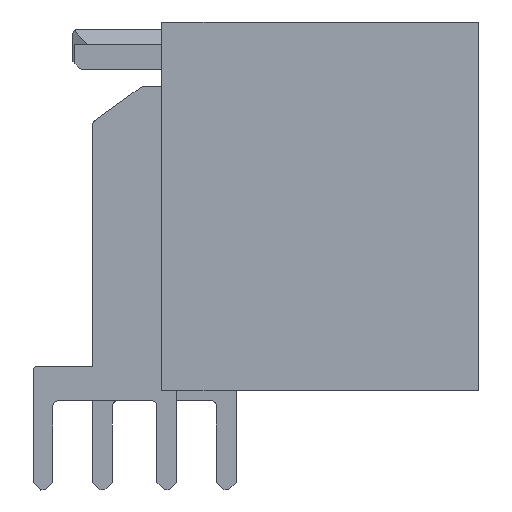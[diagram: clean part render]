
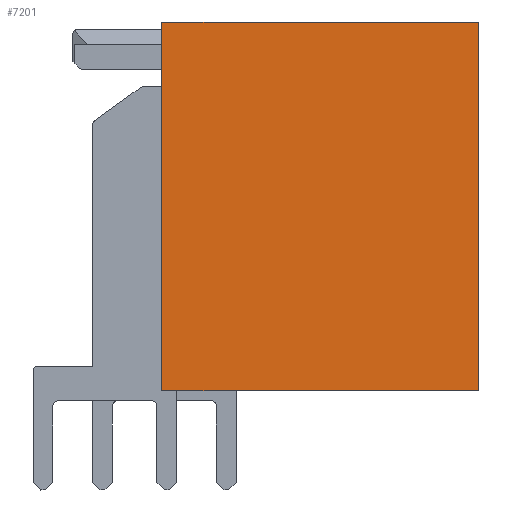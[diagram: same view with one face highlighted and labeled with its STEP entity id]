
A CAD part, front view. The second image highlights one B-rep face of the part: STEP entity #7201.
In plain terms, the highlighted planar face has unit normal (0, -1, 0).
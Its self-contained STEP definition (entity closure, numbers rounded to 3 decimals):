
#657=ORIENTED_EDGE('',*,*,#2691,.F.);
#658=ORIENTED_EDGE('',*,*,#2586,.F.);
#659=ORIENTED_EDGE('',*,*,#2692,.F.);
#660=ORIENTED_EDGE('',*,*,#2693,.F.);
#2586=EDGE_CURVE('',#3605,#3606,#4338,.T.);
#2691=EDGE_CURVE('',#3606,#3678,#4443,.T.);
#2692=EDGE_CURVE('',#3679,#3605,#4444,.T.);
#2693=EDGE_CURVE('',#3678,#3679,#4445,.T.);
#3605=VERTEX_POINT('',#10486);
#3606=VERTEX_POINT('',#10488);
#3678=VERTEX_POINT('',#10689);
#3679=VERTEX_POINT('',#10691);
#4338=LINE('',#10487,#5347);
#4443=LINE('',#10688,#5452);
#4444=LINE('',#10690,#5453);
#4445=LINE('',#10692,#5454);
#5347=VECTOR('',#8381,1000.);
#5452=VECTOR('',#8534,1000.);
#5453=VECTOR('',#8535,1000.);
#5454=VECTOR('',#8536,1000.);
#6102=EDGE_LOOP('',(#657,#658,#659,#660));
#6486=FACE_BOUND('',#6102,.T.);
#6862=PLANE('',#7612);
#7201=ADVANCED_FACE('',(#6486),#6862,.F.);
#7612=AXIS2_PLACEMENT_3D('',#10687,#8532,#8533);
#8381=DIRECTION('',(1.,0.,0.));
#8532=DIRECTION('',(0.,1.,0.));
#8533=DIRECTION('',(0.,0.,1.));
#8534=DIRECTION('',(0.,0.,-1.));
#8535=DIRECTION('',(0.,0.,1.));
#8536=DIRECTION('',(-1.,0.,0.));
#10486=CARTESIAN_POINT('',(-7.45,0.,6.4));
#10487=CARTESIAN_POINT('',(-7.45,0.,6.4));
#10488=CARTESIAN_POINT('',(7.45,0.,6.4));
#10687=CARTESIAN_POINT('',(0.,0.,0.));
#10688=CARTESIAN_POINT('',(7.45,0.,6.4));
#10689=CARTESIAN_POINT('',(7.45,0.,-6.4));
#10690=CARTESIAN_POINT('',(-7.45,0.,-6.4));
#10691=CARTESIAN_POINT('',(-7.45,0.,-6.4));
#10692=CARTESIAN_POINT('',(7.45,0.,-6.4));
